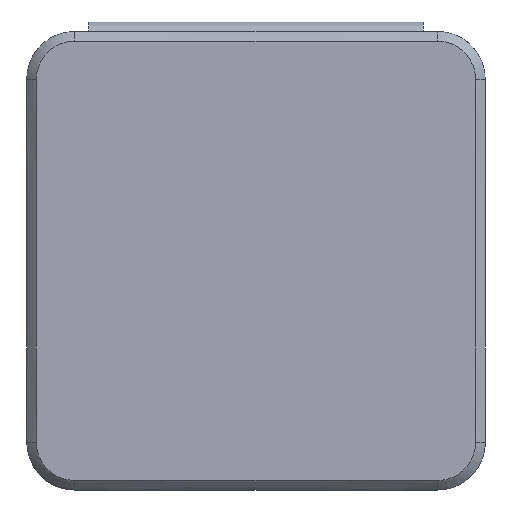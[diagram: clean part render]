
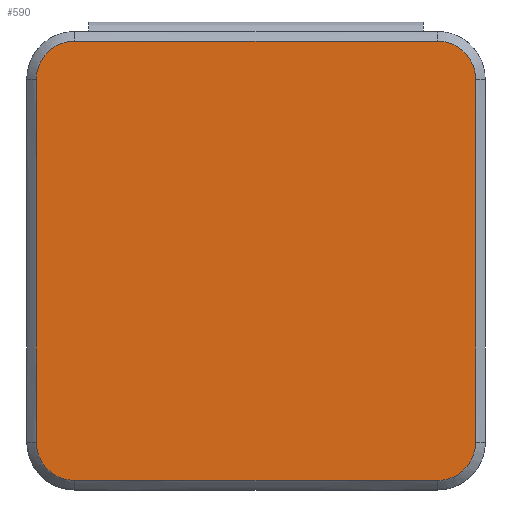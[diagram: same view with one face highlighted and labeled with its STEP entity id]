
A CAD part, front view. The second image highlights one B-rep face of the part: STEP entity #590.
In plain terms, the highlighted planar face has unit normal (0, -1, 0).
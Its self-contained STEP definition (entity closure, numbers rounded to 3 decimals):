
#18=PLANE('',#633);
#167=FACE_OUTER_BOUND('',#203,.T.);
#203=EDGE_LOOP('',(#446,#447,#448,#449,#450,#451,#452,#453));
#229=B_SPLINE_CURVE_WITH_KNOTS('',3,(#863,#864,#865,#866),.UNSPECIFIED.,
 .F.,.F.,(4,4),(-1.9,0.),.UNSPECIFIED.);
#231=B_SPLINE_CURVE_WITH_KNOTS('',3,(#981,#982,#983,#984,#985,#986,#987,
#988,#989,#990,#991,#992,#993),.UNSPECIFIED.,.F.,.F.,(4,1,1,1,1,1,1,1,1,
1,4),(-2.214,-2.203,-2.192,-2.169,
-2.124,-2.079,-2.035,-1.945,
-1.922,-1.911,-1.9),.UNSPECIFIED.);
#234=B_SPLINE_CURVE_WITH_KNOTS('',3,(#1049,#1050,#1051,#1052),
 .UNSPECIFIED.,.F.,.F.,(4,4),(-4.114,-2.214),
 .UNSPECIFIED.);
#237=B_SPLINE_CURVE_WITH_KNOTS('',3,(#1171,#1172,#1173,#1174,#1175,#1176,
#1177,#1178,#1179,#1180,#1181,#1182,#1183),.UNSPECIFIED.,.F.,.F.,(4,1,1,
1,1,1,1,1,1,1,4),(-4.428,-4.417,-4.405,
-4.383,-4.338,-4.282,-4.248,
-4.159,-4.136,-4.125,-4.114),
 .UNSPECIFIED.);
#240=B_SPLINE_CURVE_WITH_KNOTS('',3,(#1239,#1240,#1241,#1242),
 .UNSPECIFIED.,.F.,.F.,(4,4),(-6.328,-4.428),
 .UNSPECIFIED.);
#243=B_SPLINE_CURVE_WITH_KNOTS('',3,(#1369,#1370,#1371,#1372,#1373,#1374,
#1375,#1376,#1377,#1378,#1379,#1380,#1381,#1382),.UNSPECIFIED.,.F.,.F.,
(4,1,1,1,1,1,1,1,1,1,1,4),(-6.642,-6.636,-6.631,
-6.619,-6.597,-6.552,-6.507,
-6.418,-6.373,-6.35,-6.339,
-6.328),.UNSPECIFIED.);
#246=B_SPLINE_CURVE_WITH_KNOTS('',3,(#1439,#1440,#1441,#1442),
 .UNSPECIFIED.,.F.,.F.,(4,4),(-8.542,-6.642),
 .UNSPECIFIED.);
#248=B_SPLINE_CURVE_WITH_KNOTS('',3,(#1551,#1552,#1553,#1554,#1555,#1556,
#1557,#1558,#1559,#1560,#1561,#1562,#1563),.UNSPECIFIED.,.F.,.F.,(4,1,1,
1,1,1,1,1,1,1,4),(-8.856,-8.845,-8.833,
-8.811,-8.766,-8.71,-8.676,
-8.587,-8.564,-8.553,-8.542),
 .UNSPECIFIED.);
#250=VERTEX_POINT('',#839);
#253=VERTEX_POINT('',#854);
#255=VERTEX_POINT('',#972);
#257=VERTEX_POINT('',#1040);
#259=VERTEX_POINT('',#1162);
#261=VERTEX_POINT('',#1230);
#263=VERTEX_POINT('',#1360);
#265=VERTEX_POINT('',#1430);
#309=EDGE_CURVE('',#253,#250,#229,.T.);
#311=EDGE_CURVE('',#255,#253,#231,.T.);
#314=EDGE_CURVE('',#257,#255,#234,.T.);
#317=EDGE_CURVE('',#259,#257,#237,.T.);
#320=EDGE_CURVE('',#261,#259,#240,.T.);
#323=EDGE_CURVE('',#263,#261,#243,.T.);
#326=EDGE_CURVE('',#265,#263,#246,.T.);
#328=EDGE_CURVE('',#250,#265,#248,.T.);
#446=ORIENTED_EDGE('',*,*,#309,.F.);
#447=ORIENTED_EDGE('',*,*,#311,.F.);
#448=ORIENTED_EDGE('',*,*,#314,.F.);
#449=ORIENTED_EDGE('',*,*,#317,.F.);
#450=ORIENTED_EDGE('',*,*,#320,.F.);
#451=ORIENTED_EDGE('',*,*,#323,.F.);
#452=ORIENTED_EDGE('',*,*,#326,.F.);
#453=ORIENTED_EDGE('',*,*,#328,.F.);
#590=ADVANCED_FACE('',(#167),#18,.T.);
#633=AXIS2_PLACEMENT_3D('',#1603,#695,#696);
#695=DIRECTION('center_axis',(0.,-1.,0.));
#696=DIRECTION('ref_axis',(1.,0.,0.));
#839=CARTESIAN_POINT('',(9.5,-11.2,11.5));
#854=CARTESIAN_POINT('',(-9.5,-11.2,11.5));
#863=CARTESIAN_POINT('Ctrl Pts',(-9.5,-11.2,11.5));
#864=CARTESIAN_POINT('Ctrl Pts',(-3.156,-11.2,11.5));
#865=CARTESIAN_POINT('Ctrl Pts',(3.155,-11.2,11.5));
#866=CARTESIAN_POINT('Ctrl Pts',(9.5,-11.2,11.5));
#972=CARTESIAN_POINT('',(-11.5,-11.2,9.5));
#981=CARTESIAN_POINT('Ctrl Pts',(-11.5,-11.2,9.5));
#982=CARTESIAN_POINT('Ctrl Pts',(-11.5,-11.2,9.537));
#983=CARTESIAN_POINT('Ctrl Pts',(-11.498,-11.2,9.612));
#984=CARTESIAN_POINT('Ctrl Pts',(-11.485,-11.2,9.761));
#985=CARTESIAN_POINT('Ctrl Pts',(-11.441,-11.2,10.02));
#986=CARTESIAN_POINT('Ctrl Pts',(-11.317,-11.2,10.375));
#987=CARTESIAN_POINT('Ctrl Pts',(-11.077,-11.2,10.757));
#988=CARTESIAN_POINT('Ctrl Pts',(-10.651,-11.2,11.184));
#989=CARTESIAN_POINT('Ctrl Pts',(-10.168,-11.2,11.417));
#990=CARTESIAN_POINT('Ctrl Pts',(-9.761,-11.2,11.485));
#991=CARTESIAN_POINT('Ctrl Pts',(-9.612,-11.2,11.498));
#992=CARTESIAN_POINT('Ctrl Pts',(-9.537,-11.2,11.5));
#993=CARTESIAN_POINT('Ctrl Pts',(-9.5,-11.2,11.5));
#1040=CARTESIAN_POINT('',(-11.5,-11.2,-9.5));
#1049=CARTESIAN_POINT('Ctrl Pts',(-11.5,-11.2,-9.5));
#1050=CARTESIAN_POINT('Ctrl Pts',(-11.5,-11.2,-3.156));
#1051=CARTESIAN_POINT('Ctrl Pts',(-11.5,-11.2,3.156));
#1052=CARTESIAN_POINT('Ctrl Pts',(-11.5,-11.2,9.5));
#1162=CARTESIAN_POINT('',(-9.5,-11.2,-11.5));
#1171=CARTESIAN_POINT('Ctrl Pts',(-9.5,-11.2,-11.5));
#1172=CARTESIAN_POINT('Ctrl Pts',(-9.537,-11.2,-11.5));
#1173=CARTESIAN_POINT('Ctrl Pts',(-9.612,-11.2,-11.498));
#1174=CARTESIAN_POINT('Ctrl Pts',(-9.761,-11.2,-11.485));
#1175=CARTESIAN_POINT('Ctrl Pts',(-10.02,-11.2,-11.441));
#1176=CARTESIAN_POINT('Ctrl Pts',(-10.411,-11.2,-11.305));
#1177=CARTESIAN_POINT('Ctrl Pts',(-10.787,-11.2,-11.053));
#1178=CARTESIAN_POINT('Ctrl Pts',(-11.2,-11.2,-10.617));
#1179=CARTESIAN_POINT('Ctrl Pts',(-11.417,-11.2,-10.168));
#1180=CARTESIAN_POINT('Ctrl Pts',(-11.485,-11.2,-9.761));
#1181=CARTESIAN_POINT('Ctrl Pts',(-11.498,-11.2,-9.612));
#1182=CARTESIAN_POINT('Ctrl Pts',(-11.5,-11.2,-9.537));
#1183=CARTESIAN_POINT('Ctrl Pts',(-11.5,-11.2,-9.5));
#1230=CARTESIAN_POINT('',(9.5,-11.2,-11.5));
#1239=CARTESIAN_POINT('Ctrl Pts',(9.5,-11.2,-11.5));
#1240=CARTESIAN_POINT('Ctrl Pts',(3.156,-11.2,-11.5));
#1241=CARTESIAN_POINT('Ctrl Pts',(-3.156,-11.2,-11.5));
#1242=CARTESIAN_POINT('Ctrl Pts',(-9.5,-11.2,-11.5));
#1360=CARTESIAN_POINT('',(11.5,-11.2,-9.5));
#1369=CARTESIAN_POINT('Ctrl Pts',(11.5,-11.2,-9.5));
#1370=CARTESIAN_POINT('Ctrl Pts',(11.5,-11.2,-9.519));
#1371=CARTESIAN_POINT('Ctrl Pts',(11.499,-11.2,-9.556));
#1372=CARTESIAN_POINT('Ctrl Pts',(11.496,-11.2,-9.631));
#1373=CARTESIAN_POINT('Ctrl Pts',(11.485,-11.2,-9.761));
#1374=CARTESIAN_POINT('Ctrl Pts',(11.441,-11.2,-10.02));
#1375=CARTESIAN_POINT('Ctrl Pts',(11.317,-11.2,-10.375));
#1376=CARTESIAN_POINT('Ctrl Pts',(10.997,-11.2,-10.885));
#1377=CARTESIAN_POINT('Ctrl Pts',(10.517,-11.2,-11.268));
#1378=CARTESIAN_POINT('Ctrl Pts',(10.02,-11.2,-11.441));
#1379=CARTESIAN_POINT('Ctrl Pts',(9.761,-11.2,-11.485));
#1380=CARTESIAN_POINT('Ctrl Pts',(9.612,-11.2,-11.498));
#1381=CARTESIAN_POINT('Ctrl Pts',(9.537,-11.2,-11.5));
#1382=CARTESIAN_POINT('Ctrl Pts',(9.5,-11.2,-11.5));
#1430=CARTESIAN_POINT('',(11.5,-11.2,9.5));
#1439=CARTESIAN_POINT('Ctrl Pts',(11.5,-11.2,9.5));
#1440=CARTESIAN_POINT('Ctrl Pts',(11.5,-11.2,3.156));
#1441=CARTESIAN_POINT('Ctrl Pts',(11.5,-11.2,-3.156));
#1442=CARTESIAN_POINT('Ctrl Pts',(11.5,-11.2,-9.5));
#1551=CARTESIAN_POINT('Ctrl Pts',(9.5,-11.2,11.5));
#1552=CARTESIAN_POINT('Ctrl Pts',(9.537,-11.2,11.5));
#1553=CARTESIAN_POINT('Ctrl Pts',(9.612,-11.2,11.498));
#1554=CARTESIAN_POINT('Ctrl Pts',(9.761,-11.2,11.485));
#1555=CARTESIAN_POINT('Ctrl Pts',(10.02,-11.2,11.441));
#1556=CARTESIAN_POINT('Ctrl Pts',(10.411,-11.2,11.305));
#1557=CARTESIAN_POINT('Ctrl Pts',(10.787,-11.2,11.053));
#1558=CARTESIAN_POINT('Ctrl Pts',(11.2,-11.2,10.617));
#1559=CARTESIAN_POINT('Ctrl Pts',(11.417,-11.2,10.168));
#1560=CARTESIAN_POINT('Ctrl Pts',(11.485,-11.2,9.761));
#1561=CARTESIAN_POINT('Ctrl Pts',(11.498,-11.2,9.612));
#1562=CARTESIAN_POINT('Ctrl Pts',(11.5,-11.2,9.537));
#1563=CARTESIAN_POINT('Ctrl Pts',(11.5,-11.2,9.5));
#1603=CARTESIAN_POINT('Origin',(0.,-11.2,0.));
